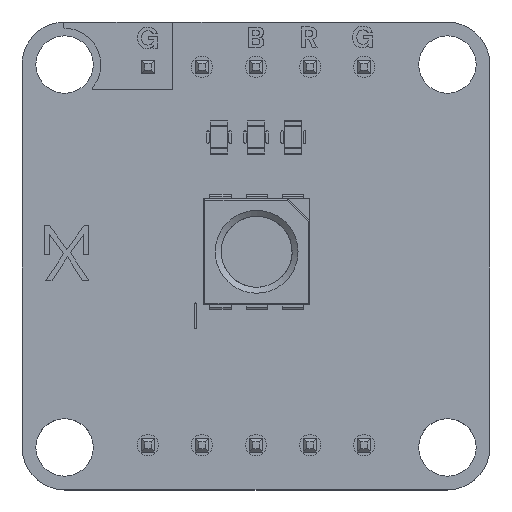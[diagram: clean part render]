
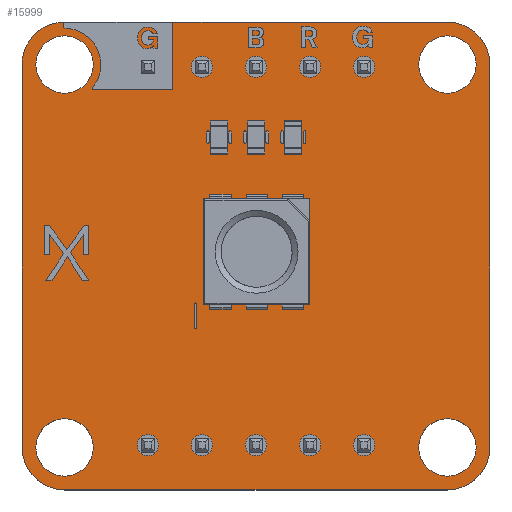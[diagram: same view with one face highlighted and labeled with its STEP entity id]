
A CAD part, top view. The second image highlights one B-rep face of the part: STEP entity #15999.
In plain terms, the highlighted planar face has unit normal (0, 0, 1).
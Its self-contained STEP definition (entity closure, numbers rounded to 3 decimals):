
#15696 = VERTEX_POINT('',#15697);
#15697 = CARTESIAN_POINT('',(8.998,10.998,1.51));
#15703 = EDGE_CURVE('',#15696,#15704,#15706,.T.);
#15704 = VERTEX_POINT('',#15705);
#15705 = CARTESIAN_POINT('',(10.998,8.998,1.51));
#15706 = CIRCLE('',#15707,2.);
#15707 = AXIS2_PLACEMENT_3D('',#15708,#15709,#15710);
#15708 = CARTESIAN_POINT('',(8.998,8.998,1.51));
#15709 = DIRECTION('',(0.,0.,-1.));
#15710 = DIRECTION('',(0.,1.,0.));
#15738 = VERTEX_POINT('',#15739);
#15739 = CARTESIAN_POINT('',(-8.993,10.998,1.51));
#15745 = EDGE_CURVE('',#15738,#15696,#15746,.T.);
#15746 = LINE('',#15747,#15748);
#15747 = CARTESIAN_POINT('',(-8.993,10.998,1.51));
#15748 = VECTOR('',#15749,1.);
#15749 = DIRECTION('',(1.,0.,0.));
#15767 = EDGE_CURVE('',#15704,#15768,#15770,.T.);
#15768 = VERTEX_POINT('',#15769);
#15769 = CARTESIAN_POINT('',(10.998,-9.002,1.51));
#15770 = LINE('',#15771,#15772);
#15771 = CARTESIAN_POINT('',(10.998,8.998,1.51));
#15772 = VECTOR('',#15773,1.);
#15773 = DIRECTION('',(0.,-1.,0.));
#15999 = ADVANCED_FACE('',(#16000,#16046,#16057,#16068,#16079,#16090,
    #16101,#16112,#16123,#16134,#16145,#16156,#16167,#16178,#16189),
  #16200,.T.);
#16000 = FACE_BOUND('',#16001,.T.);
#16001 = EDGE_LOOP('',(#16002,#16003,#16004,#16013,#16021,#16030,#16038,
    #16045));
#16002 = ORIENTED_EDGE('',*,*,#15703,.F.);
#16003 = ORIENTED_EDGE('',*,*,#15745,.F.);
#16004 = ORIENTED_EDGE('',*,*,#16005,.F.);
#16005 = EDGE_CURVE('',#16006,#15738,#16008,.T.);
#16006 = VERTEX_POINT('',#16007);
#16007 = CARTESIAN_POINT('',(-11.002,8.998,1.51));
#16008 = CIRCLE('',#16009,2.);
#16009 = AXIS2_PLACEMENT_3D('',#16010,#16011,#16012);
#16010 = CARTESIAN_POINT('',(-9.002,8.998,1.51));
#16011 = DIRECTION('',(0.,0.,-1.));
#16012 = DIRECTION('',(-1.,0.,0.));
#16013 = ORIENTED_EDGE('',*,*,#16014,.F.);
#16014 = EDGE_CURVE('',#16015,#16006,#16017,.T.);
#16015 = VERTEX_POINT('',#16016);
#16016 = CARTESIAN_POINT('',(-11.002,-9.002,1.51));
#16017 = LINE('',#16018,#16019);
#16018 = CARTESIAN_POINT('',(-11.002,-9.002,1.51));
#16019 = VECTOR('',#16020,1.);
#16020 = DIRECTION('',(0.,1.,0.));
#16021 = ORIENTED_EDGE('',*,*,#16022,.F.);
#16022 = EDGE_CURVE('',#16023,#16015,#16025,.T.);
#16023 = VERTEX_POINT('',#16024);
#16024 = CARTESIAN_POINT('',(-9.002,-11.002,1.51));
#16025 = CIRCLE('',#16026,2.);
#16026 = AXIS2_PLACEMENT_3D('',#16027,#16028,#16029);
#16027 = CARTESIAN_POINT('',(-9.002,-9.002,1.51));
#16028 = DIRECTION('',(0.,0.,-1.));
#16029 = DIRECTION('',(0.,-1.,0.));
#16030 = ORIENTED_EDGE('',*,*,#16031,.F.);
#16031 = EDGE_CURVE('',#16032,#16023,#16034,.T.);
#16032 = VERTEX_POINT('',#16033);
#16033 = CARTESIAN_POINT('',(8.998,-11.002,1.51));
#16034 = LINE('',#16035,#16036);
#16035 = CARTESIAN_POINT('',(8.998,-11.002,1.51));
#16036 = VECTOR('',#16037,1.);
#16037 = DIRECTION('',(-1.,0.,0.));
#16038 = ORIENTED_EDGE('',*,*,#16039,.F.);
#16039 = EDGE_CURVE('',#15768,#16032,#16040,.T.);
#16040 = CIRCLE('',#16041,2.);
#16041 = AXIS2_PLACEMENT_3D('',#16042,#16043,#16044);
#16042 = CARTESIAN_POINT('',(8.998,-9.002,1.51));
#16043 = DIRECTION('',(0.,0.,-1.));
#16044 = DIRECTION('',(1.,0.,0.));
#16045 = ORIENTED_EDGE('',*,*,#15767,.F.);
#16046 = FACE_BOUND('',#16047,.T.);
#16047 = EDGE_LOOP('',(#16048));
#16048 = ORIENTED_EDGE('',*,*,#16049,.T.);
#16049 = EDGE_CURVE('',#16050,#16050,#16052,.T.);
#16050 = VERTEX_POINT('',#16051);
#16051 = CARTESIAN_POINT('',(-9.002,-10.352,1.51));
#16052 = CIRCLE('',#16053,1.35);
#16053 = AXIS2_PLACEMENT_3D('',#16054,#16055,#16056);
#16054 = CARTESIAN_POINT('',(-9.002,-9.002,1.51));
#16055 = DIRECTION('',(-0.,0.,-1.));
#16056 = DIRECTION('',(-0.,-1.,0.));
#16057 = FACE_BOUND('',#16058,.T.);
#16058 = EDGE_LOOP('',(#16059));
#16059 = ORIENTED_EDGE('',*,*,#16060,.T.);
#16060 = EDGE_CURVE('',#16061,#16061,#16063,.T.);
#16061 = VERTEX_POINT('',#16062);
#16062 = CARTESIAN_POINT('',(-5.082,-9.392,1.51));
#16063 = CIRCLE('',#16064,0.5);
#16064 = AXIS2_PLACEMENT_3D('',#16065,#16066,#16067);
#16065 = CARTESIAN_POINT('',(-5.082,-8.892,1.51));
#16066 = DIRECTION('',(-0.,0.,-1.));
#16067 = DIRECTION('',(-0.,-1.,0.));
#16068 = FACE_BOUND('',#16069,.T.);
#16069 = EDGE_LOOP('',(#16070));
#16070 = ORIENTED_EDGE('',*,*,#16071,.T.);
#16071 = EDGE_CURVE('',#16072,#16072,#16074,.T.);
#16072 = VERTEX_POINT('',#16073);
#16073 = CARTESIAN_POINT('',(-2.542,-9.392,1.51));
#16074 = CIRCLE('',#16075,0.5);
#16075 = AXIS2_PLACEMENT_3D('',#16076,#16077,#16078);
#16076 = CARTESIAN_POINT('',(-2.542,-8.892,1.51));
#16077 = DIRECTION('',(-0.,0.,-1.));
#16078 = DIRECTION('',(-0.,-1.,0.));
#16079 = FACE_BOUND('',#16080,.T.);
#16080 = EDGE_LOOP('',(#16081));
#16081 = ORIENTED_EDGE('',*,*,#16082,.T.);
#16082 = EDGE_CURVE('',#16083,#16083,#16085,.T.);
#16083 = VERTEX_POINT('',#16084);
#16084 = CARTESIAN_POINT('',(-0.002,-9.392,1.51));
#16085 = CIRCLE('',#16086,0.5);
#16086 = AXIS2_PLACEMENT_3D('',#16087,#16088,#16089);
#16087 = CARTESIAN_POINT('',(-0.002,-8.892,1.51));
#16088 = DIRECTION('',(-0.,0.,-1.));
#16089 = DIRECTION('',(0.,-1.,-0.));
#16090 = FACE_BOUND('',#16091,.T.);
#16091 = EDGE_LOOP('',(#16092));
#16092 = ORIENTED_EDGE('',*,*,#16093,.T.);
#16093 = EDGE_CURVE('',#16094,#16094,#16096,.T.);
#16094 = VERTEX_POINT('',#16095);
#16095 = CARTESIAN_POINT('',(2.538,-9.392,1.51));
#16096 = CIRCLE('',#16097,0.5);
#16097 = AXIS2_PLACEMENT_3D('',#16098,#16099,#16100);
#16098 = CARTESIAN_POINT('',(2.538,-8.892,1.51));
#16099 = DIRECTION('',(-0.,0.,-1.));
#16100 = DIRECTION('',(-0.,-1.,0.));
#16101 = FACE_BOUND('',#16102,.T.);
#16102 = EDGE_LOOP('',(#16103));
#16103 = ORIENTED_EDGE('',*,*,#16104,.T.);
#16104 = EDGE_CURVE('',#16105,#16105,#16107,.T.);
#16105 = VERTEX_POINT('',#16106);
#16106 = CARTESIAN_POINT('',(5.078,-9.392,1.51));
#16107 = CIRCLE('',#16108,0.5);
#16108 = AXIS2_PLACEMENT_3D('',#16109,#16110,#16111);
#16109 = CARTESIAN_POINT('',(5.078,-8.892,1.51));
#16110 = DIRECTION('',(-0.,0.,-1.));
#16111 = DIRECTION('',(-0.,-1.,0.));
#16112 = FACE_BOUND('',#16113,.T.);
#16113 = EDGE_LOOP('',(#16114));
#16114 = ORIENTED_EDGE('',*,*,#16115,.T.);
#16115 = EDGE_CURVE('',#16116,#16116,#16118,.T.);
#16116 = VERTEX_POINT('',#16117);
#16117 = CARTESIAN_POINT('',(8.998,-10.352,1.51));
#16118 = CIRCLE('',#16119,1.35);
#16119 = AXIS2_PLACEMENT_3D('',#16120,#16121,#16122);
#16120 = CARTESIAN_POINT('',(8.998,-9.002,1.51));
#16121 = DIRECTION('',(-0.,0.,-1.));
#16122 = DIRECTION('',(-0.,-1.,0.));
#16123 = FACE_BOUND('',#16124,.T.);
#16124 = EDGE_LOOP('',(#16125));
#16125 = ORIENTED_EDGE('',*,*,#16126,.T.);
#16126 = EDGE_CURVE('',#16127,#16127,#16129,.T.);
#16127 = VERTEX_POINT('',#16128);
#16128 = CARTESIAN_POINT('',(-9.002,7.648,1.51));
#16129 = CIRCLE('',#16130,1.35);
#16130 = AXIS2_PLACEMENT_3D('',#16131,#16132,#16133);
#16131 = CARTESIAN_POINT('',(-9.002,8.998,1.51));
#16132 = DIRECTION('',(-0.,0.,-1.));
#16133 = DIRECTION('',(-0.,-1.,0.));
#16134 = FACE_BOUND('',#16135,.T.);
#16135 = EDGE_LOOP('',(#16136));
#16136 = ORIENTED_EDGE('',*,*,#16137,.T.);
#16137 = EDGE_CURVE('',#16138,#16138,#16140,.T.);
#16138 = VERTEX_POINT('',#16139);
#16139 = CARTESIAN_POINT('',(-5.082,8.388,1.51));
#16140 = CIRCLE('',#16141,0.5);
#16141 = AXIS2_PLACEMENT_3D('',#16142,#16143,#16144);
#16142 = CARTESIAN_POINT('',(-5.082,8.888,1.51));
#16143 = DIRECTION('',(-0.,0.,-1.));
#16144 = DIRECTION('',(-0.,-1.,0.));
#16145 = FACE_BOUND('',#16146,.T.);
#16146 = EDGE_LOOP('',(#16147));
#16147 = ORIENTED_EDGE('',*,*,#16148,.T.);
#16148 = EDGE_CURVE('',#16149,#16149,#16151,.T.);
#16149 = VERTEX_POINT('',#16150);
#16150 = CARTESIAN_POINT('',(-2.542,8.388,1.51));
#16151 = CIRCLE('',#16152,0.5);
#16152 = AXIS2_PLACEMENT_3D('',#16153,#16154,#16155);
#16153 = CARTESIAN_POINT('',(-2.542,8.888,1.51));
#16154 = DIRECTION('',(-0.,0.,-1.));
#16155 = DIRECTION('',(-0.,-1.,0.));
#16156 = FACE_BOUND('',#16157,.T.);
#16157 = EDGE_LOOP('',(#16158));
#16158 = ORIENTED_EDGE('',*,*,#16159,.T.);
#16159 = EDGE_CURVE('',#16160,#16160,#16162,.T.);
#16160 = VERTEX_POINT('',#16161);
#16161 = CARTESIAN_POINT('',(-0.002,8.388,1.51));
#16162 = CIRCLE('',#16163,0.5);
#16163 = AXIS2_PLACEMENT_3D('',#16164,#16165,#16166);
#16164 = CARTESIAN_POINT('',(-0.002,8.888,1.51));
#16165 = DIRECTION('',(-0.,0.,-1.));
#16166 = DIRECTION('',(0.,-1.,-0.));
#16167 = FACE_BOUND('',#16168,.T.);
#16168 = EDGE_LOOP('',(#16169));
#16169 = ORIENTED_EDGE('',*,*,#16170,.T.);
#16170 = EDGE_CURVE('',#16171,#16171,#16173,.T.);
#16171 = VERTEX_POINT('',#16172);
#16172 = CARTESIAN_POINT('',(2.538,8.388,1.51));
#16173 = CIRCLE('',#16174,0.5);
#16174 = AXIS2_PLACEMENT_3D('',#16175,#16176,#16177);
#16175 = CARTESIAN_POINT('',(2.538,8.888,1.51));
#16176 = DIRECTION('',(-0.,0.,-1.));
#16177 = DIRECTION('',(-0.,-1.,0.));
#16178 = FACE_BOUND('',#16179,.T.);
#16179 = EDGE_LOOP('',(#16180));
#16180 = ORIENTED_EDGE('',*,*,#16181,.T.);
#16181 = EDGE_CURVE('',#16182,#16182,#16184,.T.);
#16182 = VERTEX_POINT('',#16183);
#16183 = CARTESIAN_POINT('',(5.078,8.388,1.51));
#16184 = CIRCLE('',#16185,0.5);
#16185 = AXIS2_PLACEMENT_3D('',#16186,#16187,#16188);
#16186 = CARTESIAN_POINT('',(5.078,8.888,1.51));
#16187 = DIRECTION('',(-0.,0.,-1.));
#16188 = DIRECTION('',(-0.,-1.,0.));
#16189 = FACE_BOUND('',#16190,.T.);
#16190 = EDGE_LOOP('',(#16191));
#16191 = ORIENTED_EDGE('',*,*,#16192,.T.);
#16192 = EDGE_CURVE('',#16193,#16193,#16195,.T.);
#16193 = VERTEX_POINT('',#16194);
#16194 = CARTESIAN_POINT('',(8.998,7.648,1.51));
#16195 = CIRCLE('',#16196,1.35);
#16196 = AXIS2_PLACEMENT_3D('',#16197,#16198,#16199);
#16197 = CARTESIAN_POINT('',(8.998,8.998,1.51));
#16198 = DIRECTION('',(-0.,0.,-1.));
#16199 = DIRECTION('',(-0.,-1.,0.));
#16200 = PLANE('',#16201);
#16201 = AXIS2_PLACEMENT_3D('',#16202,#16203,#16204);
#16202 = CARTESIAN_POINT('',(0.,0.,1.51));
#16203 = DIRECTION('',(0.,0.,1.));
#16204 = DIRECTION('',(1.,0.,-0.));
